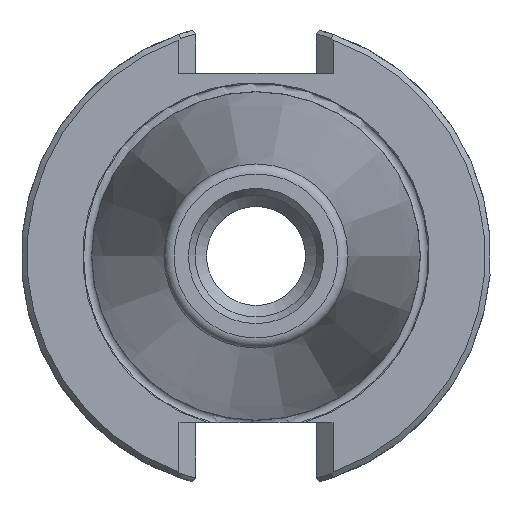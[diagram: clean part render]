
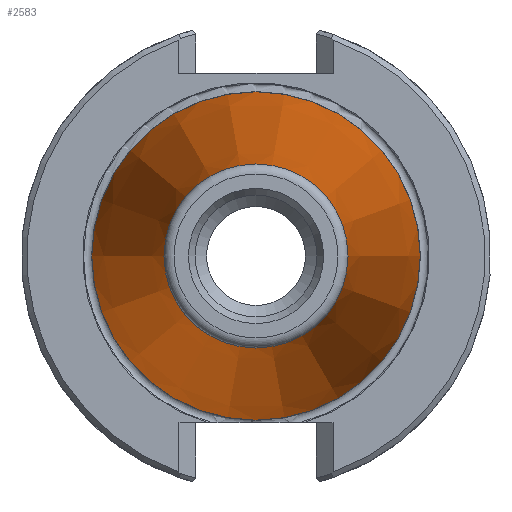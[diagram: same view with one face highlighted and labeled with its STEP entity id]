
A CAD part, left-side view. The second image highlights one B-rep face of the part: STEP entity #2583.
In plain terms, the highlighted conical face has half-angle 8.297 degrees and reference radius 17.248 mm.
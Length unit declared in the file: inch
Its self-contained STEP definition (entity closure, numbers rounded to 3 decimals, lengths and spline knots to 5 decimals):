
#111=CONICAL_SURFACE('',#2786,0.67904,8.297);
#515=FACE_BOUND('',#783,.T.);
#595=FACE_OUTER_BOUND('',#782,.T.);
#782=EDGE_LOOP('',(#1971));
#783=EDGE_LOOP('',(#1972));
#931=CIRCLE('',#2773,0.875);
#937=CIRCLE('',#2784,0.48982);
#1185=VERTEX_POINT('',#4781);
#1191=VERTEX_POINT('',#4798);
#1476=EDGE_CURVE('',#1185,#1185,#931,.T.);
#1482=EDGE_CURVE('',#1191,#1191,#937,.T.);
#1971=ORIENTED_EDGE('',*,*,#1476,.F.);
#1972=ORIENTED_EDGE('',*,*,#1482,.F.);
#2583=ADVANCED_FACE('',(#595,#515),#111,.T.);
#2773=AXIS2_PLACEMENT_3D('',#4782,#3193,#3194);
#2784=AXIS2_PLACEMENT_3D('',#4799,#3215,#3216);
#2786=AXIS2_PLACEMENT_3D('',#4801,#3219,#3220);
#3193=DIRECTION('center_axis',(1.,0.,0.));
#3194=DIRECTION('ref_axis',(0.,1.,0.));
#3215=DIRECTION('center_axis',(-1.,0.,0.));
#3216=DIRECTION('ref_axis',(0.,-1.,0.));
#3219=DIRECTION('center_axis',(1.,0.,0.));
#3220=DIRECTION('ref_axis',(0.,1.,0.));
#4781=CARTESIAN_POINT('',(0.,0.875,0.));
#4782=CARTESIAN_POINT('Origin',(0.,0.,0.));
#4798=CARTESIAN_POINT('',(-2.64129,0.48982,0.));
#4799=CARTESIAN_POINT('Origin',(-2.64129,0.,
0.));
#4801=CARTESIAN_POINT('Origin',(-1.34375,0.,0.));
